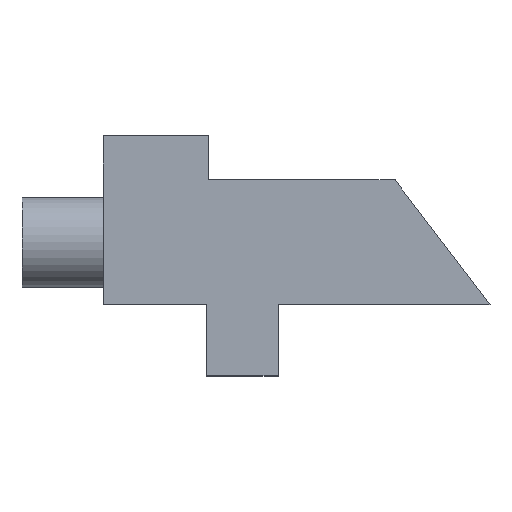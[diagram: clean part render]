
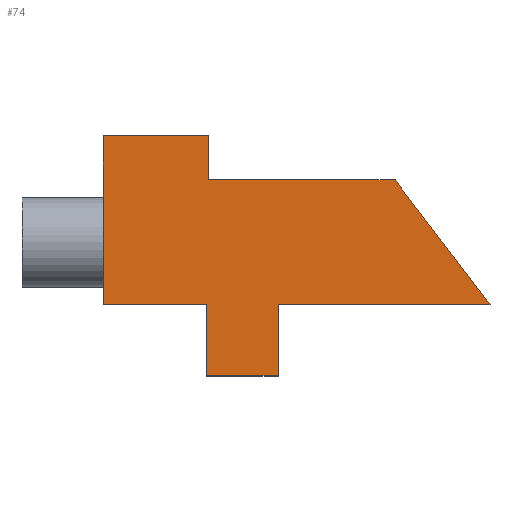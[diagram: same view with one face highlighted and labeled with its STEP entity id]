
A CAD part, top view. The second image highlights one B-rep face of the part: STEP entity #74.
In plain terms, the highlighted planar face has unit normal (0, 0, 1).
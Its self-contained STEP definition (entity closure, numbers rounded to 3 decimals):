
#74=ADVANCED_FACE('',(#134),#135,.T.);
#134=FACE_OUTER_BOUND('',#186,.T.);
#135=PLANE('',#187);
#186=EDGE_LOOP('',(#282,#283,#284,#285,#286,#287,#288,#289,#290,#291));
#187=AXIS2_PLACEMENT_3D('',#292,#293,#294);
#282=ORIENTED_EDGE('',*,*,#322,.T.);
#283=ORIENTED_EDGE('',*,*,#327,.T.);
#284=ORIENTED_EDGE('',*,*,#331,.T.);
#285=ORIENTED_EDGE('',*,*,#335,.T.);
#286=ORIENTED_EDGE('',*,*,#339,.T.);
#287=ORIENTED_EDGE('',*,*,#343,.T.);
#288=ORIENTED_EDGE('',*,*,#347,.T.);
#289=ORIENTED_EDGE('',*,*,#351,.T.);
#290=ORIENTED_EDGE('',*,*,#356,.T.);
#291=ORIENTED_EDGE('',*,*,#360,.T.);
#292=CARTESIAN_POINT('',(0.0,0.0,3.15));
#293=DIRECTION('',(0.0,0.0,1.0));
#294=DIRECTION('',(1.0,0.0,0.0));
#322=EDGE_CURVE('',#369,#370,#371,.T.);
#327=EDGE_CURVE('',#370,#378,#379,.T.);
#331=EDGE_CURVE('',#378,#384,#385,.T.);
#335=EDGE_CURVE('',#384,#390,#391,.T.);
#339=EDGE_CURVE('',#390,#396,#397,.T.);
#343=EDGE_CURVE('',#396,#402,#403,.T.);
#347=EDGE_CURVE('',#402,#408,#409,.T.);
#351=EDGE_CURVE('',#408,#414,#415,.T.);
#356=EDGE_CURVE('',#414,#422,#423,.T.);
#360=EDGE_CURVE('',#422,#369,#428,.T.);
#369=VERTEX_POINT('',#438);
#370=VERTEX_POINT('',#439);
#371=LINE('',#440,#441);
#378=VERTEX_POINT('',#451);
#379=LINE('',#452,#453);
#384=VERTEX_POINT('',#460);
#385=LINE('',#461,#462);
#390=VERTEX_POINT('',#469);
#391=LINE('',#470,#471);
#396=VERTEX_POINT('',#478);
#397=LINE('',#479,#480);
#402=VERTEX_POINT('',#487);
#403=LINE('',#488,#489);
#408=VERTEX_POINT('',#496);
#409=LINE('',#497,#498);
#414=VERTEX_POINT('',#505);
#415=LINE('',#506,#507);
#422=VERTEX_POINT('',#516);
#423=LINE('',#517,#518);
#428=LINE('',#525,#526);
#438=CARTESIAN_POINT('',(3.05,0.,3.15));
#439=CARTESIAN_POINT('',(3.05,-2.1,3.15));
#440=CARTESIAN_POINT('',(3.05,-1.05,3.15));
#441=VECTOR('',#536,1.0);
#451=CARTESIAN_POINT('',(5.15,-2.1,3.15));
#452=CARTESIAN_POINT('',(4.1,-2.1,3.15));
#453=VECTOR('',#540,1.0);
#460=CARTESIAN_POINT('',(5.15,0.,3.15));
#461=CARTESIAN_POINT('',(5.15,-1.05,3.15));
#462=VECTOR('',#543,1.0);
#469=CARTESIAN_POINT('',(11.4,0.,3.15));
#470=CARTESIAN_POINT('',(8.275,0.0,3.15));
#471=VECTOR('',#546,1.0);
#478=CARTESIAN_POINT('',(8.6,3.68,3.15));
#479=CARTESIAN_POINT('',(10.0,1.84,3.15));
#480=VECTOR('',#549,1.0);
#487=CARTESIAN_POINT('',(3.1,3.68,3.15));
#488=CARTESIAN_POINT('',(5.85,3.68,3.15));
#489=VECTOR('',#552,1.0);
#496=CARTESIAN_POINT('',(3.1,4.98,3.15));
#497=CARTESIAN_POINT('',(3.1,4.33,3.15));
#498=VECTOR('',#555,1.0);
#505=CARTESIAN_POINT('',(0.,4.98,3.15));
#506=CARTESIAN_POINT('',(1.55,4.98,3.15));
#507=VECTOR('',#558,1.0);
#516=CARTESIAN_POINT('',(0.0,0.,3.15));
#517=CARTESIAN_POINT('',(0.0,1.84,3.15));
#518=VECTOR('',#564,1.0);
#525=CARTESIAN_POINT('',(1.525,0.0,3.15));
#526=VECTOR('',#567,1.0);
#536=DIRECTION('',(0.,-1.0,0.0));
#540=DIRECTION('',(1.0,0.0,0.0));
#543=DIRECTION('',(0.,1.0,0.0));
#546=DIRECTION('',(1.0,0.,0.0));
#549=DIRECTION('',(-0.606,0.796,0.0));
#552=DIRECTION('',(-1.0,0.0,0.0));
#555=DIRECTION('',(0.,1.0,0.0));
#558=DIRECTION('',(-1.0,0.,0.0));
#564=DIRECTION('',(0.,-1.0,0.0));
#567=DIRECTION('',(1.0,0.,0.0));
